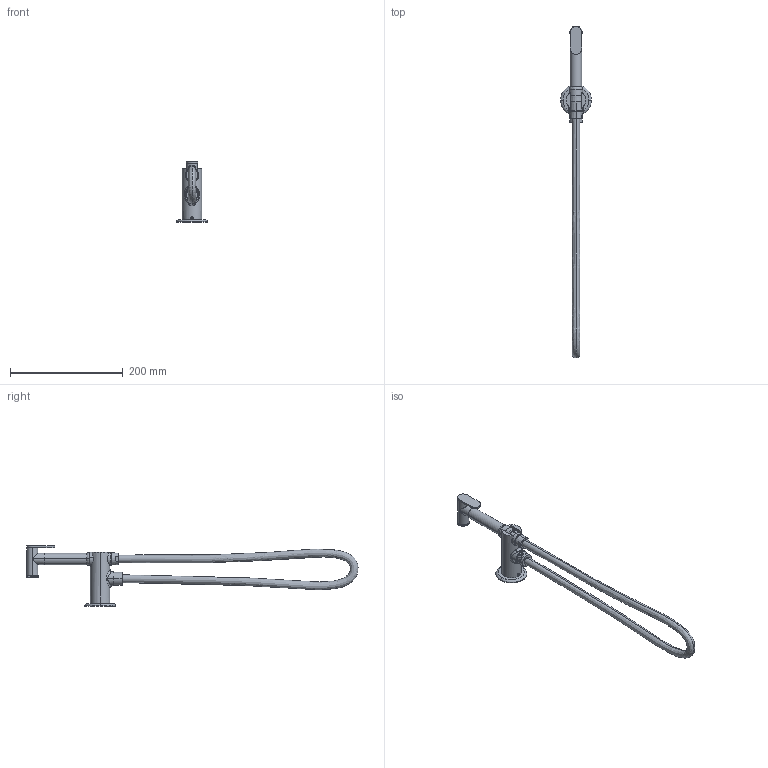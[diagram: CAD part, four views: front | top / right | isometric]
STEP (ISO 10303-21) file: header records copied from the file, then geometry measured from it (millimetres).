
FILE_DESCRIPTION (( 'STEP AP203' ), '1' );
FILE_NAME ('99F308835.STEP', '2023-11-07T08:32:26', ( '' ), ( '' ), 'SwSTEP 2.0', 'SolidWorks 2021', '' );
FILE_SCHEMA (( 'CONFIG_CONTROL_DESIGN' ));
Length unit declared in the file: millimetre
Products named in the file (1): 99F308835
Bounding box: 55 x 587.95 x 106.4 mm (x, y, z)
Volume: 222477.5 mm3; surface area: 96866.7 mm2
Topology: 9 solids, 9 shells, 493 faces, 1189 edges, 747 vertices
Faces by surface type: cylinder 207, plane 119, cone 72, bspline 63, torus 32
Entity records: 24053 total; most frequent: CARTESIAN_POINT 13000, ORIENTED_EDGE 2366, DIRECTION 2160, EDGE_CURVE 1183, AXIS2_PLACEMENT_3D 898, VERTEX_POINT 747, EDGE_LOOP 584, ADVANCED_FACE 493
